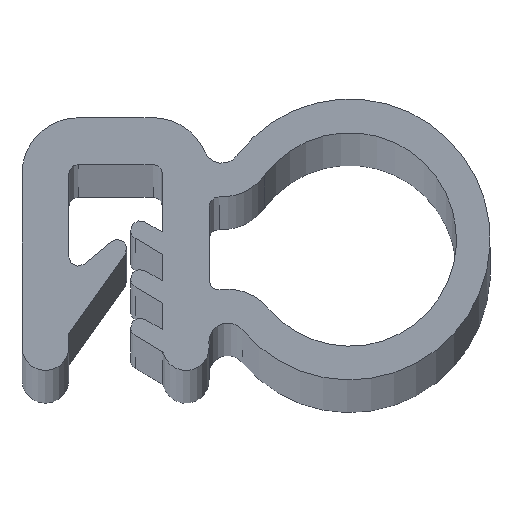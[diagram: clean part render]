
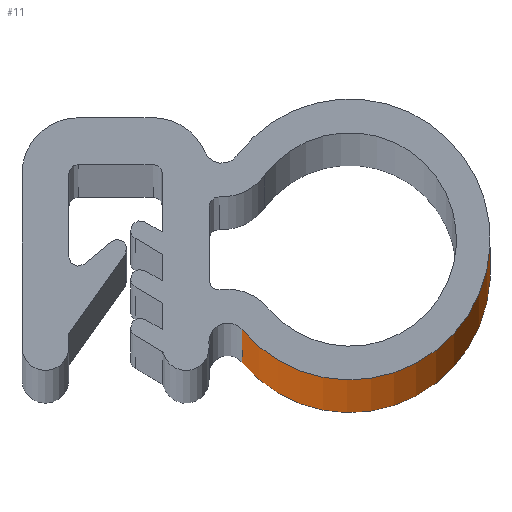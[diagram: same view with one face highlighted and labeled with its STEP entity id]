
A CAD part, top view. The second image highlights one B-rep face of the part: STEP entity #11.
In plain terms, the highlighted cylindrical face has radius 7.5 mm (diameter 15 mm), a partial arc.
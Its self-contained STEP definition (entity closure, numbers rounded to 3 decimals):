
#11 = ADVANCED_FACE ( 'NONE', ( #23 ), #25, .T. ) ;
#23 = FACE_OUTER_BOUND ( 'NONE', #1233, .T. ) ;
#24 = AXIS2_PLACEMENT_3D ( 'NONE', #1297, #505, #506 ) ;
#25 = CYLINDRICAL_SURFACE ( 'NONE', #24, 7.5 ) ;
#32 = EDGE_CURVE ( 'NONE', #1274, #1276, #550, .T. ) ;
#114 = AXIS2_PLACEMENT_3D ( 'NONE', #1136, #1137, #1138 ) ;
#136 = EDGE_CURVE ( 'NONE', #1248, #368, #711, .T. ) ;
#144 = EDGE_CURVE ( 'NONE', #1276, #368, #1401, .T. ) ;
#180 = EDGE_CURVE ( 'NONE', #1274, #1248, #1070, .T. ) ;
#368 = VERTEX_POINT ( 'NONE', #842 ) ;
#505 = DIRECTION ( 'NONE',  ( 0., 0., -1. ) ) ;
#506 = DIRECTION ( 'NONE',  ( -1., 0., 0. ) ) ;
#550 = LINE ( 'NONE', #551, #1081 ) ;
#551 = CARTESIAN_POINT ( 'NONE',  ( 6.747, -4.312, 500. ) ) ;
#552 = DIRECTION ( 'NONE',  ( 0., 0., -1. ) ) ;
#711 = LINE ( 'NONE', #712, #1317 ) ;
#712 = CARTESIAN_POINT ( 'NONE',  ( 6.481, 4.975, 500. ) ) ;
#713 = DIRECTION ( 'NONE',  ( 0., 0., -1. ) ) ;
#734 = CARTESIAN_POINT ( 'NONE',  ( 12.5, 0.5, -500. ) ) ;
#735 = DIRECTION ( 'NONE',  ( 0., 0., 1. ) ) ;
#736 = DIRECTION ( 'NONE',  ( 1., 0., 0. ) ) ;
#842 = CARTESIAN_POINT ( 'NONE',  ( 6.481, 4.975, -500. ) ) ;
#877 = CARTESIAN_POINT ( 'NONE',  ( 6.481, 4.975, 500. ) ) ;
#903 = CARTESIAN_POINT ( 'NONE',  ( 6.747, -4.312, 500. ) ) ;
#905 = CARTESIAN_POINT ( 'NONE',  ( 6.747, -4.312, -500. ) ) ;
#1028 = ORIENTED_EDGE ( 'NONE', *, *, #180, .F. ) ;
#1029 = ORIENTED_EDGE ( 'NONE', *, *, #144, .T. ) ;
#1030 = ORIENTED_EDGE ( 'NONE', *, *, #136, .F. ) ;
#1032 = ORIENTED_EDGE ( 'NONE', *, *, #32, .T. ) ;
#1070 = CIRCLE ( 'NONE', #114, 7.5 ) ;
#1081 = VECTOR ( 'NONE', #552, 1000. ) ;
#1136 = CARTESIAN_POINT ( 'NONE',  ( 12.5, 0.5, 500. ) ) ;
#1137 = DIRECTION ( 'NONE',  ( 0., 0., 1. ) ) ;
#1138 = DIRECTION ( 'NONE',  ( 1., 0., 0. ) ) ;
#1233 = EDGE_LOOP ( 'NONE', ( #1029, #1030, #1028, #1032 ) ) ;
#1248 = VERTEX_POINT ( 'NONE', #877 ) ;
#1274 = VERTEX_POINT ( 'NONE', #903 ) ;
#1276 = VERTEX_POINT ( 'NONE', #905 ) ;
#1297 = CARTESIAN_POINT ( 'NONE',  ( 12.5, 0.5, 500. ) ) ;
#1317 = VECTOR ( 'NONE', #713, 1000. ) ;
#1320 = AXIS2_PLACEMENT_3D ( 'NONE', #734, #735, #736 ) ;
#1401 = CIRCLE ( 'NONE', #1320, 7.5 ) ;
